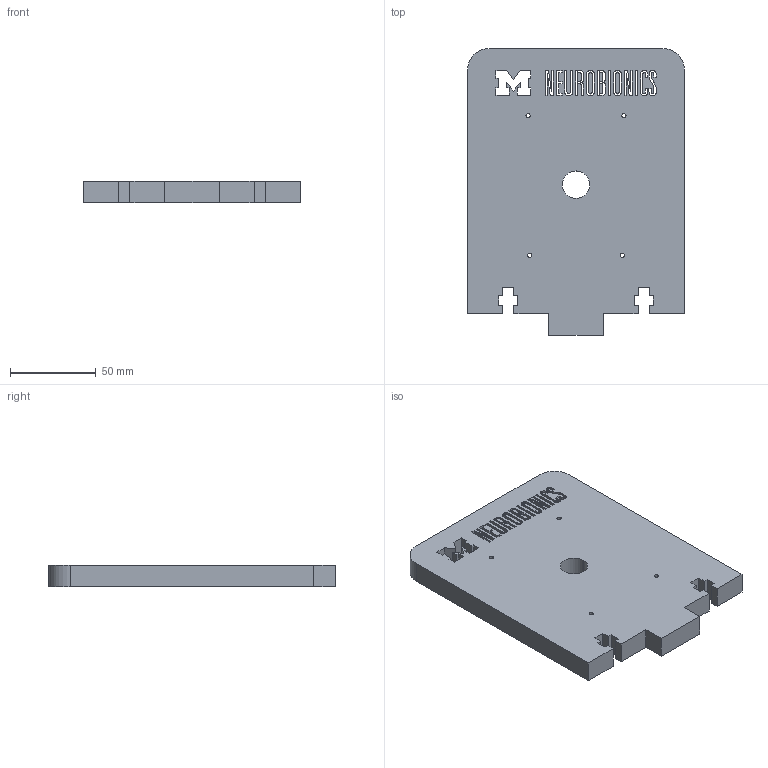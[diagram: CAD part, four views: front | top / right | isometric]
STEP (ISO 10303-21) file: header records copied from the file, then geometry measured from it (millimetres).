
FILE_DESCRIPTION (( 'STEP AP214' ), '1' );
FILE_NAME ('front_MotorMount.STEP', '2019-01-06T22:42:30', ( 'CAEN' ), ( 'University of Michigan' ), 'SwSTEP 2.0', 'SolidWorks 2018', '' );
FILE_SCHEMA (( 'AUTOMOTIVE_DESIGN' ));
Length unit declared in the file: millimetre
Products named in the file (1): front_MotorMount
Bounding box: 127 x 167.7 x 12.7 mm (x, y, z)
Volume: 239904.7 mm3; surface area: 57612.3 mm2
Topology: 1 solids, 1 shells, 248 faces, 738 edges, 492 vertices
Faces by surface type: plane 180, bspline 54, cylinder 14
Entity records: 8704 total; most frequent: CARTESIAN_POINT 2181, ORIENTED_EDGE 1476, DIRECTION 1048, EDGE_CURVE 738, LINE 602, VECTOR 602, VERTEX_POINT 492, EDGE_LOOP 292
